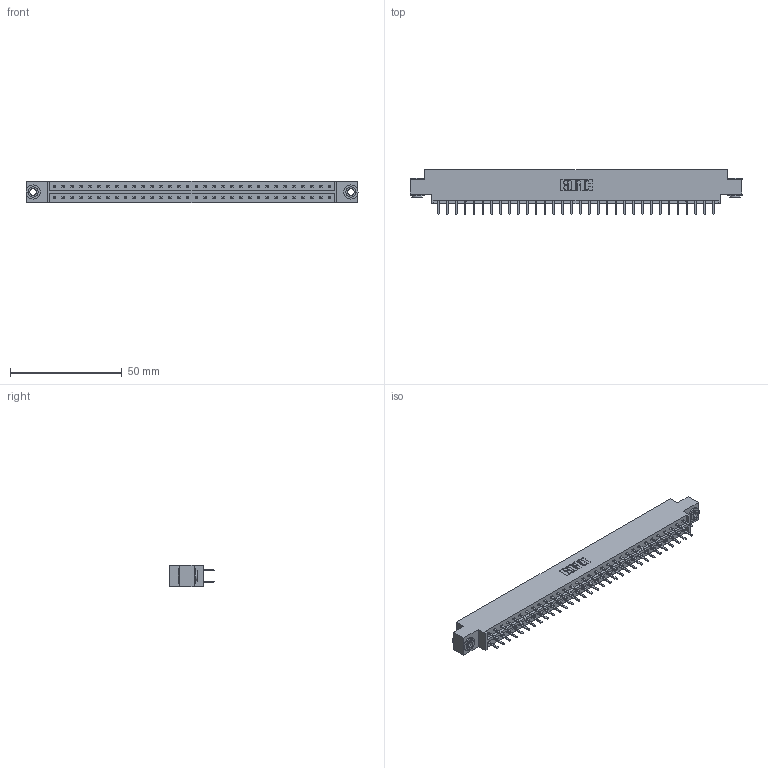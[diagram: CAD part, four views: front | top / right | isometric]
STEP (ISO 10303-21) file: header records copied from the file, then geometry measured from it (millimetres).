
FILE_DESCRIPTION (( 'STEP AP203' ), '1' );
FILE_NAME ('333-064-520-803.STEP', '2018-08-04T09:29:25', ( '' ), ( '' ), 'SwSTEP 2.0', 'SolidWorks 2016', '' );
FILE_SCHEMA (( 'CONFIG_CONTROL_DESIGN' ));
Length unit declared in the file: inch
Products named in the file (4): 333 Part_Offset - .156 Dia - TH; 345-292-001_345-293-120; 345-250-002_345-250-002-102; 333-064-520-803
Assembly tree (67 placements, depth 2):
  333-064-520-803
    333 Part_Offset - .156 Dia - TH
    345-292-001_345-293-120  x64
    345-250-002_345-250-002-102  x2
Bounding box: 148.34 x 20.02 x 9.4 mm (x, y, z)
Volume: 14814.2 mm3; surface area: 17773.8 mm2
Topology: 67 solids, 67 shells, 3740 faces, 10831 edges, 7046 vertices
Faces by surface type: plane 2516, cylinder 1216, cone 8
Entity records: 22776 total; most frequent: CARTESIAN_POINT 3777, ORIENTED_EDGE 3694, DIRECTION 3265, EDGE_CURVE 1847, VECTOR 1691, LINE 1691, VERTEX_POINT 1226, AXIS2_PLACEMENT_3D 787
